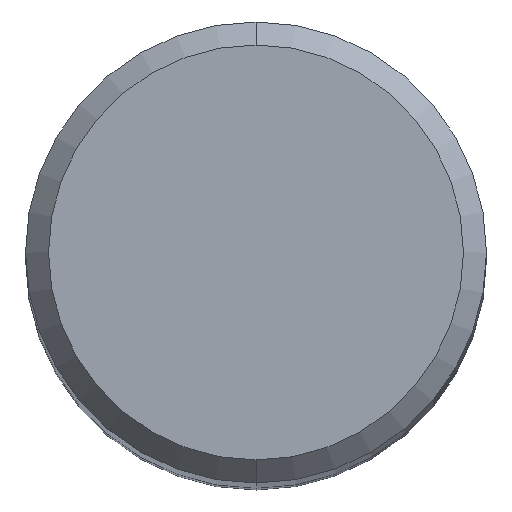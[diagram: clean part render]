
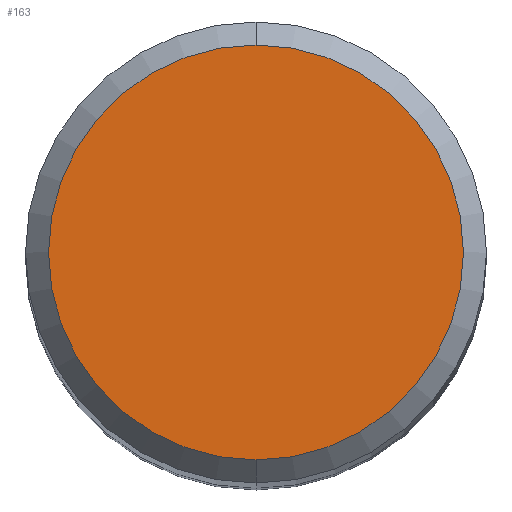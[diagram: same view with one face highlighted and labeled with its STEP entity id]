
A CAD part, top view. The second image highlights one B-rep face of the part: STEP entity #163.
In plain terms, the highlighted planar face has unit normal (0, 0, 1).
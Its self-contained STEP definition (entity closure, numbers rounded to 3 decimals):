
#85=VERTEX_POINT('',#205);
#135=EDGE_CURVE('',#85,#179,#260,.T.);
#159=EDGE_CURVE('',#179,#85,#288,.T.);
#163=ADVANCED_FACE('',(#292),#293,.T.);
#179=VERTEX_POINT('',#311);
#205=CARTESIAN_POINT('',(0.,-4.5,0.0));
#260=CIRCLE('',#398,4.5);
#288=CIRCLE('',#432,4.5);
#292=FACE_OUTER_BOUND('',#436,.T.);
#293=PLANE('',#437);
#311=CARTESIAN_POINT('',(0.0,4.5,0.0));
#398=AXIS2_PLACEMENT_3D('',#534,#535,#536);
#432=AXIS2_PLACEMENT_3D('',#578,#579,#580);
#436=EDGE_LOOP('',(#582,#583));
#437=AXIS2_PLACEMENT_3D('',#584,#585,#586);
#534=CARTESIAN_POINT('',(0.0,0.0,0.0));
#535=DIRECTION('',(0.0,0.0,-1.0));
#536=DIRECTION('',(0.0,1.0,0.0));
#578=CARTESIAN_POINT('',(0.0,0.0,0.0));
#579=DIRECTION('',(0.0,0.0,-1.0));
#580=DIRECTION('',(0.0,1.0,0.0));
#582=ORIENTED_EDGE('',*,*,#159,.F.);
#583=ORIENTED_EDGE('',*,*,#135,.F.);
#584=CARTESIAN_POINT('',(0.0,2.25,0.0));
#585=DIRECTION('',(-0.0,0.0,1.0));
#586=DIRECTION('',(0.0,-1.0,0.0));
